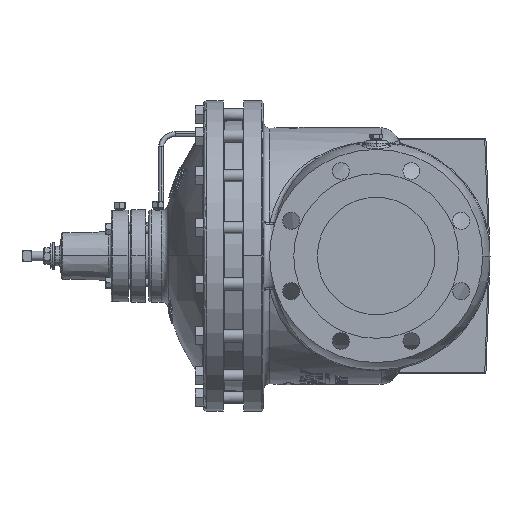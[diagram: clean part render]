
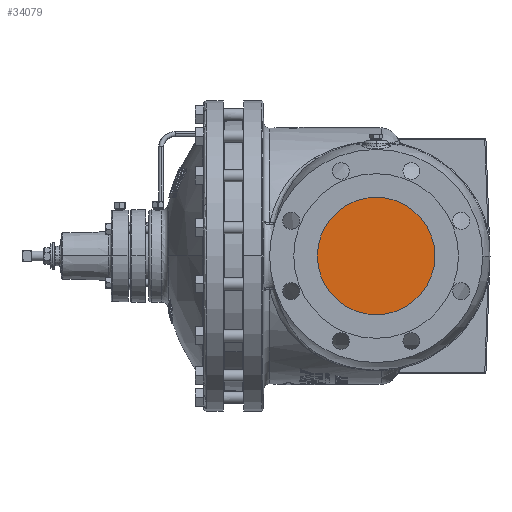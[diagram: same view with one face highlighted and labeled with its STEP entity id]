
A CAD part, left-side view. The second image highlights one B-rep face of the part: STEP entity #34079.
In plain terms, the highlighted planar face has unit normal (-1, 0, 0).
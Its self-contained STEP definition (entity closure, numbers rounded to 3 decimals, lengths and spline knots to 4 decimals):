
#23761 = DIRECTION ( 'NONE',  ( 0., 0., -1. ) ) ;
#27616 = DIRECTION ( 'NONE',  ( 1., 0., 0. ) ) ;
#29466 = CIRCLE ( 'NONE', #138871, 3.0313 ) ;
#29862 = AXIS2_PLACEMENT_3D ( 'NONE', #54994, #90179, #70066 ) ;
#34079 = ADVANCED_FACE ( 'NONE', ( #122694 ), #52535, .F. ) ;
#36953 = CARTESIAN_POINT ( 'NONE',  ( -9.6532, 0., 0. ) ) ;
#38801 = AXIS2_PLACEMENT_3D ( 'NONE', #36953, #115200, #23761 ) ;
#46370 = CARTESIAN_POINT ( 'NONE',  ( -9.6532, 0., 3.0313 ) ) ;
#52535 = PLANE ( 'NONE',  #29862 ) ;
#53288 = DIRECTION ( 'NONE',  ( 0., 0., -1. ) ) ;
#54994 = CARTESIAN_POINT ( 'NONE',  ( -9.6532, 0., 0. ) ) ;
#55259 = VERTEX_POINT ( 'NONE', #46370 ) ;
#62364 = ORIENTED_EDGE ( 'NONE', *, *, #170185, .F. ) ;
#70066 = DIRECTION ( 'NONE',  ( 0., 0., -1. ) ) ;
#90179 = DIRECTION ( 'NONE',  ( 1., 0., 0. ) ) ;
#91787 = VERTEX_POINT ( 'NONE', #101806 ) ;
#97005 = CIRCLE ( 'NONE', #38801, 3.0313 ) ;
#101806 = CARTESIAN_POINT ( 'NONE',  ( -9.6532, 0., -3.0313 ) ) ;
#114095 = ORIENTED_EDGE ( 'NONE', *, *, #135060, .F. ) ;
#115200 = DIRECTION ( 'NONE',  ( 1., 0., 0. ) ) ;
#118450 = EDGE_LOOP ( 'NONE', ( #62364, #114095 ) ) ;
#119578 = CARTESIAN_POINT ( 'NONE',  ( -9.6532, 0., 0. ) ) ;
#122694 = FACE_OUTER_BOUND ( 'NONE', #118450, .T. ) ;
#135060 = EDGE_CURVE ( 'NONE', #91787, #55259, #97005, .T. ) ;
#138871 = AXIS2_PLACEMENT_3D ( 'NONE', #119578, #27616, #53288 ) ;
#170185 = EDGE_CURVE ( 'NONE', #55259, #91787, #29466, .T. ) ;
